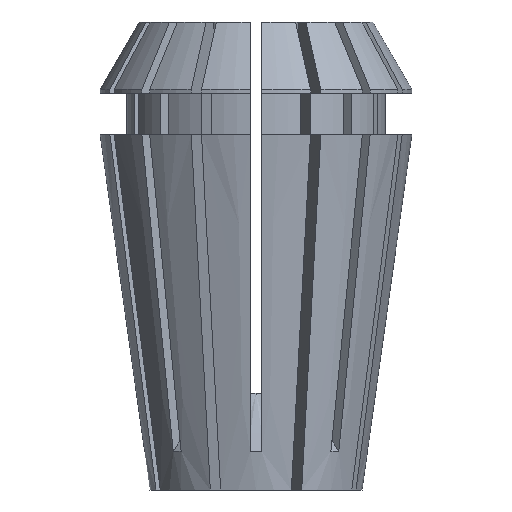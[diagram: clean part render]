
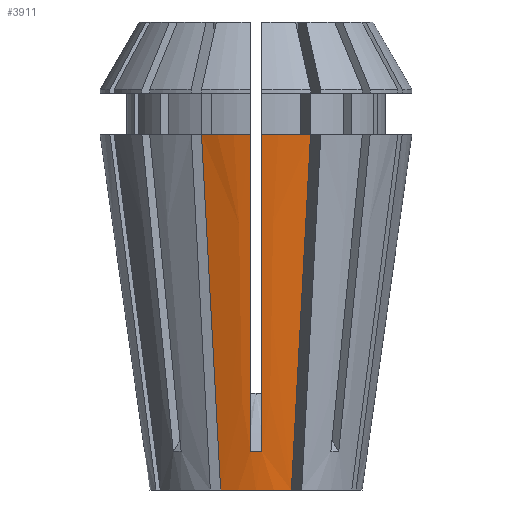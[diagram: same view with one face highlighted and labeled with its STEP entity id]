
A CAD part, left-side view. The second image highlights one B-rep face of the part: STEP entity #3911.
In plain terms, the highlighted conical face has half-angle 8 degrees and reference radius 7.141 mm.
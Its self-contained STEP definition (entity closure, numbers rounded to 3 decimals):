
#91 = AXIS2_PLACEMENT_3D ( 'NONE', #3986, #120, #3150 ) ;
#120 = DIRECTION ( 'NONE',  ( 0., 0., 1. ) ) ;
#238 = EDGE_CURVE ( 'NONE', #2357, #5030, #1101, .T. ) ;
#317 = CONICAL_SURFACE ( 'NONE', #91, 7.141, 0.14 ) ;
#350 = CARTESIAN_POINT ( 'NONE',  ( -7.521, -0.375, 2.764 ) ) ;
#435 = CARTESIAN_POINT ( 'NONE',  ( -10.494, -0.375, 23.9 ) ) ;
#456 = B_SPLINE_CURVE_WITH_KNOTS ( 'NONE', 3,
 ( #3347, #1617, #5154, #4685, #2951, #5170, #2987 ),
 .UNSPECIFIED., .F., .F.,
 ( 4, 3, 4 ),
 ( 0., 0.018, 0.024 ),
 .UNSPECIFIED. ) ;
#481 = CARTESIAN_POINT ( 'NONE',  ( -9.838, 3.669, 23.9 ) ) ;
#539 = ORIENTED_EDGE ( 'NONE', *, *, #3583, .T. ) ;
#600 = CARTESIAN_POINT ( 'NONE',  ( -7.51, 0.125, 2.604 ) ) ;
#601 = CARTESIAN_POINT ( 'NONE',  ( -10.494, 0.375, 23.9 ) ) ;
#655 = CARTESIAN_POINT ( 'NONE',  ( -9.774, 0.375, 18.785 ) ) ;
#787 = CARTESIAN_POINT ( 'NONE',  ( -7.5, -0.375, 2.615 ) ) ;
#789 = EDGE_CURVE ( 'NONE', #4802, #2357, #1534, .T. ) ;
#812 = CARTESIAN_POINT ( 'NONE',  ( -7.563, -0.375, 3.063 ) ) ;
#831 = AXIS2_PLACEMENT_3D ( 'NONE', #2929, #2528, #1247 ) ;
#834 = CARTESIAN_POINT ( 'NONE',  ( -8.18, -0.375, 7.451 ) ) ;
#849 = CARTESIAN_POINT ( 'NONE',  ( -8.797, -0.375, 11.839 ) ) ;
#883 = AXIS2_PLACEMENT_3D ( 'NONE', #5551, #4699, #2579 ) ;
#1039 = EDGE_CURVE ( 'NONE', #1595, #5030, #4213, .T. ) ;
#1057 = CARTESIAN_POINT ( 'NONE',  ( -6.732, 2.383, 0. ) ) ;
#1101 = B_SPLINE_CURVE_WITH_KNOTS ( 'NONE', 3,
 ( #435, #1237, #4724, #2079, #849, #834, #812, #3453, #350, #787 ),
 .UNSPECIFIED., .F., .F.,
 ( 4, 3, 3, 4 ),
 ( 0.044, 0.052, 0.065, 0.065 ),
 .UNSPECIFIED. ) ;
#1175 = FACE_OUTER_BOUND ( 'NONE', #1202, .T. ) ;
#1202 = EDGE_LOOP ( 'NONE', ( #3925, #539, #2081, #1421, #3855, #3776, #1658, #3728 ) ) ;
#1237 = CARTESIAN_POINT ( 'NONE',  ( -10.134, -0.375, 21.342 ) ) ;
#1247 = DIRECTION ( 'NONE',  ( -1., 0., 0. ) ) ;
#1421 = ORIENTED_EDGE ( 'NONE', *, *, #5204, .F. ) ;
#1488 = CARTESIAN_POINT ( 'NONE',  ( -6.977, 2.484, 1.882 ) ) ;
#1534 = CIRCLE ( 'NONE', #883, 10.5 ) ;
#1542 = CARTESIAN_POINT ( 'NONE',  ( -7.521, 0.375, 2.764 ) ) ;
#1595 = VERTEX_POINT ( 'NONE', #2375 ) ;
#1617 = CARTESIAN_POINT ( 'NONE',  ( -9.048, -3.342, 17.815 ) ) ;
#1658 = ORIENTED_EDGE ( 'NONE', *, *, #1039, .F. ) ;
#1860 = CARTESIAN_POINT ( 'NONE',  ( -7.5, -0.375, 2.615 ) ) ;
#1881 = CARTESIAN_POINT ( 'NONE',  ( -7.221, 2.585, 3.763 ) ) ;
#1992 = CARTESIAN_POINT ( 'NONE',  ( -10.494, -0.375, 23.9 ) ) ;
#2079 = CARTESIAN_POINT ( 'NONE',  ( -9.415, -0.375, 16.227 ) ) ;
#2081 = ORIENTED_EDGE ( 'NONE', *, *, #3794, .F. ) ;
#2357 = VERTEX_POINT ( 'NONE', #1992 ) ;
#2375 = CARTESIAN_POINT ( 'NONE',  ( -7.5, 0.375, 2.615 ) ) ;
#2394 = CARTESIAN_POINT ( 'NONE',  ( -8.797, 0.375, 11.839 ) ) ;
#2414 = CARTESIAN_POINT ( 'NONE',  ( -9.415, 0.375, 16.227 ) ) ;
#2528 = DIRECTION ( 'NONE',  ( 0., 0., -1. ) ) ;
#2551 = CARTESIAN_POINT ( 'NONE',  ( -9.838, -3.669, 23.9 ) ) ;
#2579 = DIRECTION ( 'NONE',  ( -1., 0., 0. ) ) ;
#2641 = DIRECTION ( 'NONE',  ( 0., 0., -1. ) ) ;
#2699 = CARTESIAN_POINT ( 'NONE',  ( -8.257, 3.014, 11.73 ) ) ;
#2845 = CARTESIAN_POINT ( 'NONE',  ( -10.134, 0.375, 21.342 ) ) ;
#2900 = VERTEX_POINT ( 'NONE', #5419 ) ;
#2929 = CARTESIAN_POINT ( 'NONE',  ( 0., 0., 23.9 ) ) ;
#2951 = CARTESIAN_POINT ( 'NONE',  ( -7.221, -2.585, 3.763 ) ) ;
#2969 = VERTEX_POINT ( 'NONE', #5203 ) ;
#2987 = CARTESIAN_POINT ( 'NONE',  ( -6.732, -2.383, 0. ) ) ;
#3053 = CARTESIAN_POINT ( 'NONE',  ( 0., 0., 0. ) ) ;
#3150 = DIRECTION ( 'NONE',  ( 1., 0., 0. ) ) ;
#3186 = CARTESIAN_POINT ( 'NONE',  ( -7.5, 0.375, 2.615 ) ) ;
#3278 = CARTESIAN_POINT ( 'NONE',  ( -7.5, 0.375, 2.615 ) ) ;
#3344 = CARTESIAN_POINT ( 'NONE',  ( -7.51, -0.125, 2.604 ) ) ;
#3347 = CARTESIAN_POINT ( 'NONE',  ( -9.838, -3.669, 23.9 ) ) ;
#3433 = DIRECTION ( 'NONE',  ( -1., 0., 0. ) ) ;
#3453 = CARTESIAN_POINT ( 'NONE',  ( -7.542, -0.375, 2.914 ) ) ;
#3477 = CARTESIAN_POINT ( 'NONE',  ( -7.466, 2.687, 5.645 ) ) ;
#3583 = EDGE_CURVE ( 'NONE', #3657, #5088, #5198, .T. ) ;
#3657 = VERTEX_POINT ( 'NONE', #4952 ) ;
#3728 = ORIENTED_EDGE ( 'NONE', *, *, #5435, .F. ) ;
#3776 = ORIENTED_EDGE ( 'NONE', *, *, #238, .T. ) ;
#3794 = EDGE_CURVE ( 'NONE', #2900, #5088, #3859, .T. ) ;
#3855 = ORIENTED_EDGE ( 'NONE', *, *, #789, .T. ) ;
#3859 = CIRCLE ( 'NONE', #4913, 7.141 ) ;
#3911 = ADVANCED_FACE ( 'NONE', ( #1175 ), #317, .T. ) ;
#3925 = ORIENTED_EDGE ( 'NONE', *, *, #4734, .T. ) ;
#3986 = CARTESIAN_POINT ( 'NONE',  ( 0., 0., 0. ) ) ;
#4079 = CARTESIAN_POINT ( 'NONE',  ( -7.542, 0.375, 2.914 ) ) ;
#4213 = B_SPLINE_CURVE_WITH_KNOTS ( 'NONE', 3,
 ( #3186, #600, #3344, #4681 ),
 .UNSPECIFIED., .F., .F.,
 ( 4, 4 ),
 ( 0., 0.001 ),
 .UNSPECIFIED. ) ;
#4514 = CIRCLE ( 'NONE', #831, 10.5 ) ;
#4544 = CARTESIAN_POINT ( 'NONE',  ( -8.18, 0.375, 7.451 ) ) ;
#4603 = CARTESIAN_POINT ( 'NONE',  ( -6.732, 2.383, 0. ) ) ;
#4681 = CARTESIAN_POINT ( 'NONE',  ( -7.5, -0.375, 2.615 ) ) ;
#4685 = CARTESIAN_POINT ( 'NONE',  ( -7.466, -2.687, 5.645 ) ) ;
#4699 = DIRECTION ( 'NONE',  ( 0., 0., -1. ) ) ;
#4724 = CARTESIAN_POINT ( 'NONE',  ( -9.774, -0.375, 18.785 ) ) ;
#4734 = EDGE_CURVE ( 'NONE', #2969, #3657, #4514, .T. ) ;
#4802 = VERTEX_POINT ( 'NONE', #2551 ) ;
#4913 = AXIS2_PLACEMENT_3D ( 'NONE', #3053, #2641, #3433 ) ;
#4952 = CARTESIAN_POINT ( 'NONE',  ( -9.838, 3.669, 23.9 ) ) ;
#4999 = CARTESIAN_POINT ( 'NONE',  ( -7.563, 0.375, 3.063 ) ) ;
#5030 = VERTEX_POINT ( 'NONE', #1860 ) ;
#5088 = VERTEX_POINT ( 'NONE', #4603 ) ;
#5154 = CARTESIAN_POINT ( 'NONE',  ( -8.257, -3.014, 11.73 ) ) ;
#5170 = CARTESIAN_POINT ( 'NONE',  ( -6.977, -2.484, 1.882 ) ) ;
#5198 = B_SPLINE_CURVE_WITH_KNOTS ( 'NONE', 3,
 ( #481, #5291, #2699, #3477, #1881, #1488, #1057 ),
 .UNSPECIFIED., .F., .F.,
 ( 4, 3, 4 ),
 ( 0., 0.018, 0.024 ),
 .UNSPECIFIED. ) ;
#5203 = CARTESIAN_POINT ( 'NONE',  ( -10.494, 0.375, 23.9 ) ) ;
#5204 = EDGE_CURVE ( 'NONE', #4802, #2900, #456, .T. ) ;
#5291 = CARTESIAN_POINT ( 'NONE',  ( -9.048, 3.342, 17.815 ) ) ;
#5419 = CARTESIAN_POINT ( 'NONE',  ( -6.732, -2.383, 0. ) ) ;
#5435 = EDGE_CURVE ( 'NONE', #2969, #1595, #5515, .T. ) ;
#5515 = B_SPLINE_CURVE_WITH_KNOTS ( 'NONE', 3,
 ( #601, #2845, #655, #2414, #2394, #4544, #4999, #4079, #1542, #3278 ),
 .UNSPECIFIED., .F., .F.,
 ( 4, 3, 3, 4 ),
 ( 0.044, 0.052, 0.065, 0.065 ),
 .UNSPECIFIED. ) ;
#5551 = CARTESIAN_POINT ( 'NONE',  ( 0., 0., 23.9 ) ) ;
